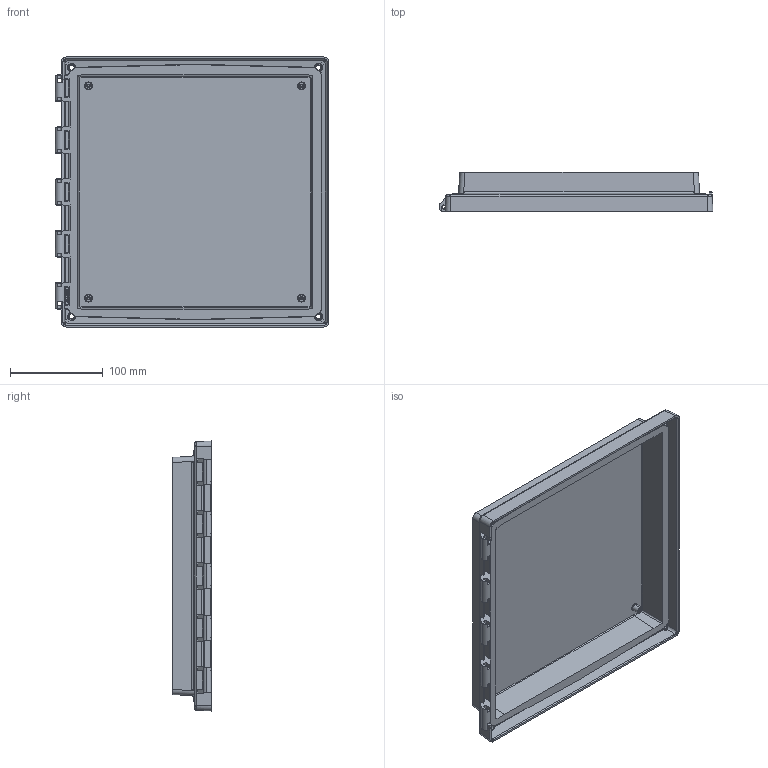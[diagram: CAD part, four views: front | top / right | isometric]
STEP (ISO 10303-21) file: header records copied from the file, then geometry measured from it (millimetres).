
FILE_DESCRIPTION (( 'STEP AP214' ), '1' );
FILE_NAME ('10x10_hinge_cover.STEP', '2009-04-01T07:11:55', ( '' ), ( '' ), 'SwSTEP 2.0', 'SolidWorks 2008', '' );
FILE_SCHEMA (( 'AUTOMOTIVE_DESIGN' ));
Length unit declared in the file: millimetre
Products named in the file (1): 10x10_hinge_cover
Bounding box: 295.08 x 42 x 290.84 mm (x, y, z)
Volume: 481642.2 mm3; surface area: 263013.8 mm2
Topology: 1 solids, 1 shells, 743 faces, 2089 edges, 1343 vertices
Faces by surface type: plane 430, bspline 217, cylinder 96
Entity records: 33953 total; most frequent: CARTESIAN_POINT 17131, ORIENTED_EDGE 4176, DIRECTION 2453, EDGE_CURVE 2088, VECTOR 1347, LINE 1347, VERTEX_POINT 1343, EDGE_LOOP 767
